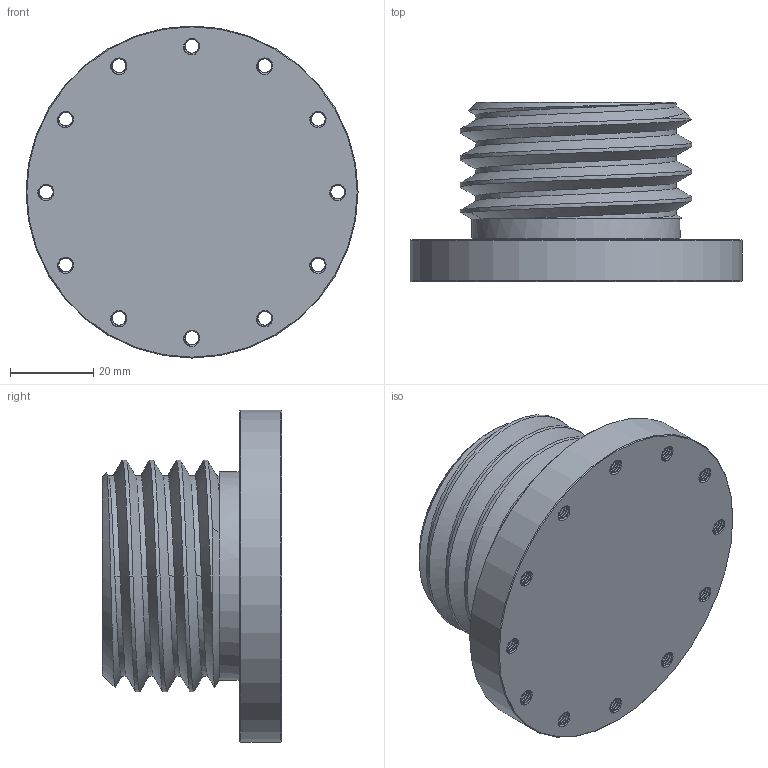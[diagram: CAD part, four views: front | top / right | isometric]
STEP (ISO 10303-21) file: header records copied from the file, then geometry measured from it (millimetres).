
FILE_DESCRIPTION(/* description */ (''),/* implementation_level */ '2;1');
FILE_NAME(/* name */ 'Thrustmaster adapter.step',/* time_stamp */ '2020-07-11T01:48:58+02:00',/* author */ (''),/* organization */ (''),/* preprocessor_version */ 'ST-DEVELOPER v18.1',/* originating_system */ 'Autodesk Translation Framework v9.3.0.1241',/* authorisation */ '');
FILE_SCHEMA (('AUTOMOTIVE_DESIGN { 1 0 10303 214 3 1 1 }'));
Length unit declared in the file: millimetre
Products named in the file (1): Thrustmaster adapter
Bounding box: 79.7 x 43 x 79.7 mm (x, y, z)
Volume: 81994.6 mm3; surface area: 26422 mm2
Topology: 1 solids, 1 shells, 494 faces, 1457 edges, 967 vertices
Faces by surface type: cylinder 397, cone 42, bspline 26, plane 25, torus 4
Full cylindrical faces by diameter (mm): 3.332 x84, 4.109 x40, 4.11 x8, 43.6 x1, 48.134 x3, 50 x1, 55.6 x3, 79.7 x1
Entity records: 41392 total; most frequent: CARTESIAN_POINT 29833, ORIENTED_EDGE 2914, DIRECTION 1652, EDGE_CURVE 1457, VERTEX_POINT 967, B_SPLINE_CURVE_WITH_KNOTS 886, AXIS2_PLACEMENT_3D 612, EDGE_LOOP 520
